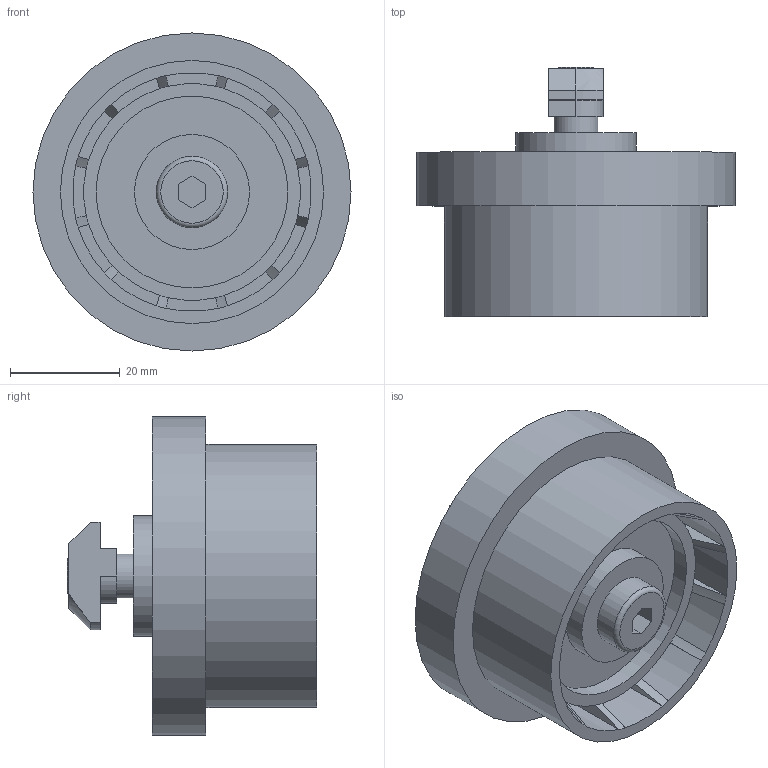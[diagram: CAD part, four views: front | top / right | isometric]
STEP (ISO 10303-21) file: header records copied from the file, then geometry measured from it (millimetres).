
FILE_DESCRIPTION(('STEP AP214'),'1');
FILE_NAME('cctmp_BAD8BCD1-D405-4F12-B5C1-766EA78BAD2E_2020_5_14_16_57_54_813..stp','2020-05-14T14:57:55',('Bosch Rexroth AG'),('CADClick - www.CADClick.com'),'Spatial InterOp 3D',' ','unknown authorization - (Healing Option Enabled)');
FILE_SCHEMA(('AUTOMOTIVE_DESIGN'));
Length unit declared in the file: millimetre
Products named in the file (1): 1
Bounding box: 58 x 45.5 x 58 mm (x, y, z)
Volume: 45430.3 mm3; surface area: 21705.5 mm2
Topology: 2 solids, 2 shells, 199 faces, 472 edges, 290 vertices
Faces by surface type: plane 105, cylinder 63, cone 29, torus 2
Full cylindrical faces by diameter (mm): 8 x1, 8.2 x1, 8.4 x1, 13 x1, 15 x1, 21 x1, 22 x1, 29 x1, 35 x1, 48 x1, 58 x1
Entity records: 7394 total; most frequent: CARTESIAN_POINT 1187, DIRECTION 1014, ORIENTED_EDGE 908, EDGE_CURVE 454, AXIS2_PLACEMENT_3D 409, VERTEX_POINT 288, EDGE_LOOP 228, CIRCLE 208
